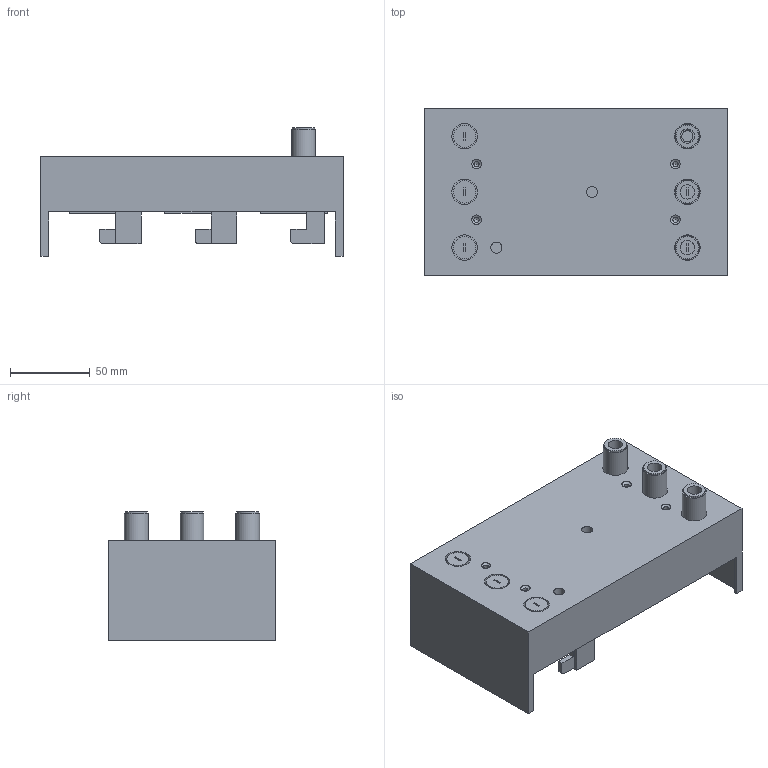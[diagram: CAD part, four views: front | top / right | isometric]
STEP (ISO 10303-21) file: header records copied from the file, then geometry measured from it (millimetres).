
FILE_DESCRIPTION((''),'2;1');
FILE_NAME('32156000.stp','2008-02-11T19:52:34',('Hubert Lenker'),(''),'Autodesk Inventor 10','Autodesk Inventor 10','');
FILE_SCHEMA(('AUTOMOTIVE_DESIGN { 1 0 10303 214 1 1 1 1 }'));
Length unit declared in the file: millimetre
Products named in the file (1): 32156000
Bounding box: 190 x 105 x 81 mm (x, y, z)
Volume: 502302.1 mm3; surface area: 128344.3 mm2
Topology: 1 solids, 1 shells, 227 faces, 569 edges, 374 vertices
Faces by surface type: plane 181, cylinder 24, bspline 22
Full cylindrical faces by diameter (mm): 9 x3, 14 x6, 15 x3, 16.031 x6
Entity records: 6662 total; most frequent: CARTESIAN_POINT 1442, ORIENTED_EDGE 1040, DIRECTION 1002, EDGE_CURVE 520, VECTOR 450, LINE 450, VERTEX_POINT 362, EDGE_LOOP 294
